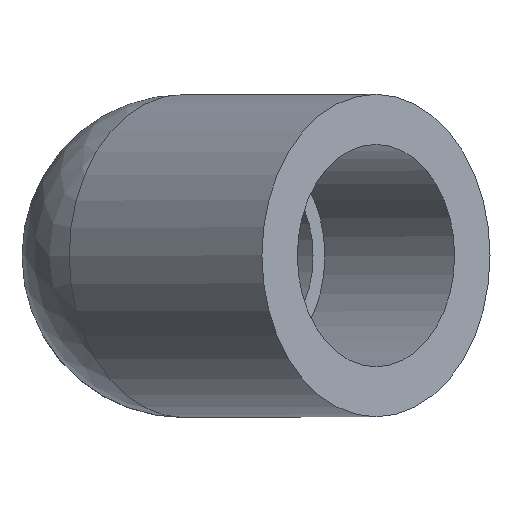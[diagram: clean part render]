
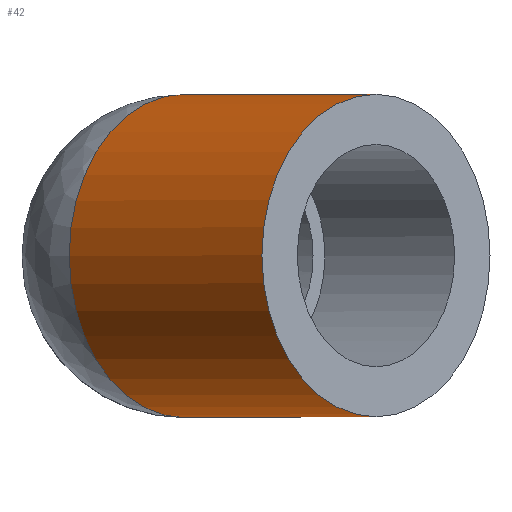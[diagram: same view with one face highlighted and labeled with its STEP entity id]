
A CAD part, top view. The second image highlights one B-rep face of the part: STEP entity #42.
In plain terms, the highlighted cylindrical face has radius 14.5 mm (diameter 29 mm), a full revolution.
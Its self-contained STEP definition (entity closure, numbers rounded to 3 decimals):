
#42 = ADVANCED_FACE( '', ( #88, #89 ), #90, .T. );
#88 = FACE_OUTER_BOUND( '', #141, .T. );
#89 = FACE_OUTER_BOUND( '', #142, .T. );
#90 = CYLINDRICAL_SURFACE( '', #143, 14.5 );
#141 = EDGE_LOOP( '', ( #196 ) );
#142 = EDGE_LOOP( '', ( #197, #198 ) );
#143 = AXIS2_PLACEMENT_3D( '', #199, #200, #201 );
#196 = ORIENTED_EDGE( '', *, *, #261, .F. );
#197 = ORIENTED_EDGE( '', *, *, #262, .T. );
#198 = ORIENTED_EDGE( '', *, *, #263, .T. );
#199 = CARTESIAN_POINT( '', ( 17.324, 0., 25.324 ) );
#200 = DIRECTION( '', ( -0.707, 0., -0.707 ) );
#201 = DIRECTION( '', ( 0.707, 0., -0.707 ) );
#261 = EDGE_CURVE( '', #291, #291, #292, .T. );
#262 = EDGE_CURVE( '', #293, #294, #295, .T. );
#263 = EDGE_CURVE( '', #294, #293, #296, .F. );
#291 = VERTEX_POINT( '', #329 );
#292 = CIRCLE( '', #330, 14.5 );
#293 = VERTEX_POINT( '', #331 );
#294 = VERTEX_POINT( '', #332 );
#295 = CIRCLE( '', #333, 14.5 );
#296 = ELLIPSE( '', #334, 15.695, 14.5 );
#329 = CARTESIAN_POINT( '', ( 27.577, 0., 15.071 ) );
#330 = AXIS2_PLACEMENT_3D( '', #369, #370, #371 );
#331 = CARTESIAN_POINT( '', ( 0., 14.5, 8. ) );
#332 = CARTESIAN_POINT( '', ( 0., -14.5, 8. ) );
#333 = AXIS2_PLACEMENT_3D( '', #372, #373, #374 );
#334 = AXIS2_PLACEMENT_3D( '', #375, #376, #377 );
#369 = CARTESIAN_POINT( '', ( 17.324, 0., 25.324 ) );
#370 = DIRECTION( '', ( 0.707, 0., 0.707 ) );
#371 = DIRECTION( '', ( 0.707, 0., -0.707 ) );
#372 = CARTESIAN_POINT( '', ( 0., 0., 8. ) );
#373 = DIRECTION( '', ( 0.707, 0., 0.707 ) );
#374 = DIRECTION( '', ( 0.707, 0., -0.707 ) );
#375 = CARTESIAN_POINT( '', ( 0., 0., 8. ) );
#376 = DIRECTION( '', ( -0.383, 0., -0.924 ) );
#377 = DIRECTION( '', ( 0.924, 0., -0.383 ) );
